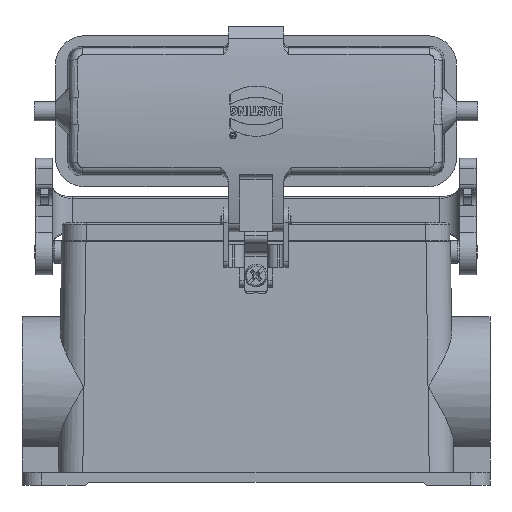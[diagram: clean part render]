
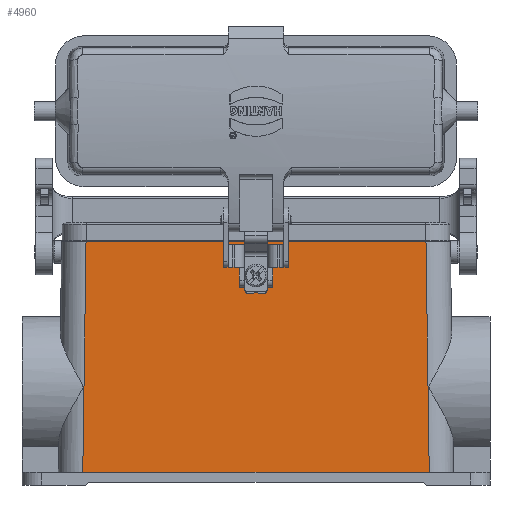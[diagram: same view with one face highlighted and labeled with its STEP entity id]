
A CAD part, front view. The second image highlights one B-rep face of the part: STEP entity #4960.
In plain terms, the highlighted planar face has unit normal (0, -1, 0.011).
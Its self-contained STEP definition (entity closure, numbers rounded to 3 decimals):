
#4124=PLANE('',#18262);
#4960=ADVANCED_FACE('',(#5912),#4124,.T.);
#5912=FACE_OUTER_BOUND('',#6640,.T.);
#6640=EDGE_LOOP('',(#9949,#9950,#9951,#9952,#9953,#9954,#9955,#9956,#9957,
#9958,#9959,#9960,#9961,#9962,#9963,#9964,#9965,#9966,#9967,#9968,#9969,
#9970,#9971,#9972,#9973,#9974,#9975,#9976));
#7200=CIRCLE('',#18259,1.);
#7201=CIRCLE('',#18260,0.5);
#7202=CIRCLE('',#18261,1.);
#9949=ORIENTED_EDGE('',*,*,#14115,.F.);
#9950=ORIENTED_EDGE('',*,*,#14116,.T.);
#9951=ORIENTED_EDGE('',*,*,#14117,.F.);
#9952=ORIENTED_EDGE('',*,*,#14118,.F.);
#9953=ORIENTED_EDGE('',*,*,#14119,.F.);
#9954=ORIENTED_EDGE('',*,*,#14120,.F.);
#9955=ORIENTED_EDGE('',*,*,#14121,.F.);
#9956=ORIENTED_EDGE('',*,*,#14122,.T.);
#9957=ORIENTED_EDGE('',*,*,#14123,.F.);
#9958=ORIENTED_EDGE('',*,*,#14124,.T.);
#9959=ORIENTED_EDGE('',*,*,#14125,.F.);
#9960=ORIENTED_EDGE('',*,*,#14126,.F.);
#9961=ORIENTED_EDGE('',*,*,#14127,.F.);
#9962=ORIENTED_EDGE('',*,*,#14128,.F.);
#9963=ORIENTED_EDGE('',*,*,#14129,.F.);
#9964=ORIENTED_EDGE('',*,*,#14130,.T.);
#9965=ORIENTED_EDGE('',*,*,#14131,.F.);
#9966=ORIENTED_EDGE('',*,*,#14132,.F.);
#9967=ORIENTED_EDGE('',*,*,#14133,.F.);
#9968=ORIENTED_EDGE('',*,*,#14134,.F.);
#9969=ORIENTED_EDGE('',*,*,#14135,.F.);
#9970=ORIENTED_EDGE('',*,*,#14136,.F.);
#9971=ORIENTED_EDGE('',*,*,#14137,.F.);
#9972=ORIENTED_EDGE('',*,*,#14138,.F.);
#9973=ORIENTED_EDGE('',*,*,#14139,.F.);
#9974=ORIENTED_EDGE('',*,*,#14140,.F.);
#9975=ORIENTED_EDGE('',*,*,#14141,.F.);
#9976=ORIENTED_EDGE('',*,*,#14142,.F.);
#12441=VERTEX_POINT('',#29594);
#12442=VERTEX_POINT('',#29595);
#12443=VERTEX_POINT('',#29597);
#12444=VERTEX_POINT('',#29599);
#12445=VERTEX_POINT('',#29601);
#12446=VERTEX_POINT('',#29603);
#12447=VERTEX_POINT('',#29605);
#12448=VERTEX_POINT('',#29607);
#12449=VERTEX_POINT('',#29609);
#12450=VERTEX_POINT('',#29611);
#12451=VERTEX_POINT('',#29613);
#12452=VERTEX_POINT('',#29615);
#12453=VERTEX_POINT('',#29617);
#12454=VERTEX_POINT('',#29619);
#12455=VERTEX_POINT('',#29621);
#12456=VERTEX_POINT('',#29623);
#12457=VERTEX_POINT('',#29625);
#12458=VERTEX_POINT('',#29627);
#12459=VERTEX_POINT('',#29629);
#12460=VERTEX_POINT('',#29631);
#12461=VERTEX_POINT('',#29633);
#12462=VERTEX_POINT('',#29635);
#12463=VERTEX_POINT('',#29637);
#12464=VERTEX_POINT('',#29639);
#12465=VERTEX_POINT('',#29641);
#12466=VERTEX_POINT('',#29643);
#12467=VERTEX_POINT('',#29645);
#12468=VERTEX_POINT('',#29647);
#14115=EDGE_CURVE('',#12441,#12442,#15525,.T.);
#14116=EDGE_CURVE('',#12441,#12443,#15526,.T.);
#14117=EDGE_CURVE('',#12444,#12443,#15527,.T.);
#14118=EDGE_CURVE('',#12445,#12444,#15528,.T.);
#14119=EDGE_CURVE('',#12446,#12445,#15529,.T.);
#14120=EDGE_CURVE('',#12447,#12446,#15530,.T.);
#14121=EDGE_CURVE('',#12448,#12447,#15531,.T.);
#14122=EDGE_CURVE('',#12448,#12449,#15532,.T.);
#14123=EDGE_CURVE('',#12450,#12449,#15533,.T.);
#14124=EDGE_CURVE('',#12450,#12451,#15534,.T.);
#14125=EDGE_CURVE('',#12452,#12451,#15535,.T.);
#14126=EDGE_CURVE('',#12453,#12452,#15536,.T.);
#14127=EDGE_CURVE('',#12454,#12453,#15537,.T.);
#14128=EDGE_CURVE('',#12455,#12454,#15538,.T.);
#14129=EDGE_CURVE('',#12456,#12455,#15539,.T.);
#14130=EDGE_CURVE('',#12456,#12457,#15540,.T.);
#14131=EDGE_CURVE('',#12458,#12457,#15541,.T.);
#14132=EDGE_CURVE('',#12459,#12458,#15542,.T.);
#14133=EDGE_CURVE('',#12460,#12459,#15543,.T.);
#14134=EDGE_CURVE('',#12461,#12460,#7200,.T.);
#14135=EDGE_CURVE('',#12462,#12461,#15544,.T.);
#14136=EDGE_CURVE('',#12463,#12462,#15545,.T.);
#14137=EDGE_CURVE('',#12464,#12463,#7201,.T.);
#14138=EDGE_CURVE('',#12465,#12464,#15546,.T.);
#14139=EDGE_CURVE('',#12466,#12465,#15547,.T.);
#14140=EDGE_CURVE('',#12467,#12466,#7202,.T.);
#14141=EDGE_CURVE('',#12468,#12467,#15548,.T.);
#14142=EDGE_CURVE('',#12442,#12468,#15549,.T.);
#15525=LINE('',#29593,#16605);
#15526=LINE('',#29596,#16606);
#15527=LINE('',#29598,#16607);
#15528=LINE('',#29600,#16608);
#15529=LINE('',#29602,#16609);
#15530=LINE('',#29604,#16610);
#15531=LINE('',#29606,#16611);
#15532=LINE('',#29608,#16612);
#15533=LINE('',#29610,#16613);
#15534=LINE('',#29612,#16614);
#15535=LINE('',#29614,#16615);
#15536=LINE('',#29616,#16616);
#15537=LINE('',#29618,#16617);
#15538=LINE('',#29620,#16618);
#15539=LINE('',#29622,#16619);
#15540=LINE('',#29624,#16620);
#15541=LINE('',#29626,#16621);
#15542=LINE('',#29628,#16622);
#15543=LINE('',#29630,#16623);
#15544=LINE('',#29634,#16624);
#15545=LINE('',#29636,#16625);
#15546=LINE('',#29640,#16626);
#15547=LINE('',#29642,#16627);
#15548=LINE('',#29646,#16628);
#15549=LINE('',#29648,#16629);
#16605=VECTOR('',#20387,1.);
#16606=VECTOR('',#20388,1.);
#16607=VECTOR('',#20389,1.);
#16608=VECTOR('',#20390,1.);
#16609=VECTOR('',#20391,1.);
#16610=VECTOR('',#20392,1.);
#16611=VECTOR('',#20393,1.);
#16612=VECTOR('',#20394,1.);
#16613=VECTOR('',#20395,1.);
#16614=VECTOR('',#20396,1.);
#16615=VECTOR('',#20397,1.);
#16616=VECTOR('',#20398,1.);
#16617=VECTOR('',#20399,1.);
#16618=VECTOR('',#20400,1.);
#16619=VECTOR('',#20401,1.);
#16620=VECTOR('',#20402,1.);
#16621=VECTOR('',#20403,1.);
#16622=VECTOR('',#20404,1.);
#16623=VECTOR('',#20405,1.);
#16624=VECTOR('',#20408,1.);
#16625=VECTOR('',#20409,1.);
#16626=VECTOR('',#20412,1.);
#16627=VECTOR('',#20413,1.);
#16628=VECTOR('',#20416,1.);
#16629=VECTOR('',#20417,1.);
#18259=AXIS2_PLACEMENT_3D('',#29632,#20406,#20407);
#18260=AXIS2_PLACEMENT_3D('',#29638,#20410,#20411);
#18261=AXIS2_PLACEMENT_3D('',#29644,#20414,#20415);
#18262=AXIS2_PLACEMENT_3D('',#29649,#20418,#20419);
#20387=DIRECTION('',(1.,0.,0.));
#20388=DIRECTION('',(0.,0.011,1.));
#20389=DIRECTION('',(-1.,0.,0.));
#20390=DIRECTION('',(0.,0.011,1.));
#20391=DIRECTION('',(-1.,0.,0.));
#20392=DIRECTION('',(0.,-0.011,-1.));
#20393=DIRECTION('',(1.,0.,0.));
#20394=DIRECTION('',(-0.014,-0.011,-1.));
#20395=DIRECTION('',(-1.,0.,0.));
#20396=DIRECTION('',(-0.014,0.011,1.));
#20397=DIRECTION('',(1.,0.,0.));
#20398=DIRECTION('',(0.,0.011,1.));
#20399=DIRECTION('',(-1.,0.,0.));
#20400=DIRECTION('',(0.,-0.011,-1.));
#20401=DIRECTION('',(-1.,0.,0.));
#20402=DIRECTION('',(0.,-0.011,-1.));
#20403=DIRECTION('',(1.,0.,0.));
#20404=DIRECTION('',(0.,0.011,1.));
#20405=DIRECTION('',(0.5,0.01,0.866));
#20406=DIRECTION('',(0.,-1.,0.011));
#20407=DIRECTION('',(0.866,-0.006,-0.5));
#20408=DIRECTION('',(1.,0.,0.));
#20409=DIRECTION('',(0.707,-0.008,-0.707));
#20410=DIRECTION('',(0.,1.,-0.011));
#20411=DIRECTION('',(0.,0.011,1.));
#20412=DIRECTION('',(0.707,0.008,0.707));
#20413=DIRECTION('',(1.,0.,0.));
#20414=DIRECTION('',(0.,-1.,0.011));
#20415=DIRECTION('',(0.,-0.011,-1.));
#20416=DIRECTION('',(0.5,-0.01,-0.866));
#20417=DIRECTION('',(0.,-0.011,-1.));
#20418=DIRECTION('',(0.,-1.,0.011));
#20419=DIRECTION('',(1.,0.,0.));
#29593=CARTESIAN_POINT('',(-5.1,-21.657,-8.25));
#29594=CARTESIAN_POINT('',(-3.6,-21.657,-8.25));
#29595=CARTESIAN_POINT('',(-3.5,-21.657,-8.25));
#29596=CARTESIAN_POINT('',(-3.6,-21.669,-9.25));
#29597=CARTESIAN_POINT('',(-3.6,-21.511,4.749));
#29598=CARTESIAN_POINT('',(5.1,-21.511,4.749));
#29599=CARTESIAN_POINT('',(-1.75,-21.511,4.749));
#29600=CARTESIAN_POINT('',(-1.75,-21.511,4.749));
#29601=CARTESIAN_POINT('',(-1.75,-21.514,4.449));
#29602=CARTESIAN_POINT('',(-1.75,-21.514,4.449));
#29603=CARTESIAN_POINT('',(-1.6,-21.514,4.449));
#29604=CARTESIAN_POINT('',(-1.6,-21.5,5.714));
#29605=CARTESIAN_POINT('',(-1.6,-21.5,5.7));
#29606=CARTESIAN_POINT('',(59.8,-21.5,5.7));
#29607=CARTESIAN_POINT('',(-52.3,-21.5,5.7));
#29608=CARTESIAN_POINT('',(-53.302,-22.301,-65.356));
#29609=CARTESIAN_POINT('',(-53.3,-22.3,-65.25));
#29610=CARTESIAN_POINT('',(72.,-22.3,-65.25));
#29611=CARTESIAN_POINT('',(53.3,-22.3,-65.25));
#29612=CARTESIAN_POINT('',(52.302,-21.501,5.594));
#29613=CARTESIAN_POINT('',(52.3,-21.5,5.7));
#29614=CARTESIAN_POINT('',(59.8,-21.5,5.7));
#29615=CARTESIAN_POINT('',(1.6,-21.5,5.7));
#29616=CARTESIAN_POINT('',(1.6,-21.553,1.015));
#29617=CARTESIAN_POINT('',(1.6,-21.514,4.449));
#29618=CARTESIAN_POINT('',(-1.75,-21.514,4.449));
#29619=CARTESIAN_POINT('',(1.75,-21.514,4.449));
#29620=CARTESIAN_POINT('',(1.75,-21.514,4.449));
#29621=CARTESIAN_POINT('',(1.75,-21.511,4.749));
#29622=CARTESIAN_POINT('',(5.1,-21.511,4.749));
#29623=CARTESIAN_POINT('',(3.6,-21.511,4.749));
#29624=CARTESIAN_POINT('',(3.6,-21.669,-9.25));
#29625=CARTESIAN_POINT('',(3.6,-21.657,-8.25));
#29626=CARTESIAN_POINT('',(3.5,-21.657,-8.25));
#29627=CARTESIAN_POINT('',(3.5,-21.657,-8.25));
#29628=CARTESIAN_POINT('',(3.5,-21.669,-9.25));
#29629=CARTESIAN_POINT('',(3.5,-21.669,-9.25));
#29630=CARTESIAN_POINT('',(3.211,-21.674,-9.75));
#29631=CARTESIAN_POINT('',(3.211,-21.674,-9.75));
#29632=CARTESIAN_POINT('',(2.345,-21.669,-9.25));
#29633=CARTESIAN_POINT('',(2.345,-21.68,-10.25));
#29634=CARTESIAN_POINT('',(-2.345,-21.68,-10.25));
#29635=CARTESIAN_POINT('',(0.707,-21.68,-10.25));
#29636=CARTESIAN_POINT('',(0.354,-21.676,-9.896));
#29637=CARTESIAN_POINT('',(0.354,-21.676,-9.896));
#29638=CARTESIAN_POINT('',(0.,-21.68,-10.25));
#29639=CARTESIAN_POINT('',(-0.354,-21.676,-9.896));
#29640=CARTESIAN_POINT('',(-0.707,-21.68,-10.25));
#29641=CARTESIAN_POINT('',(-0.707,-21.68,-10.25));
#29642=CARTESIAN_POINT('',(-2.345,-21.68,-10.25));
#29643=CARTESIAN_POINT('',(-2.345,-21.68,-10.25));
#29644=CARTESIAN_POINT('',(-2.345,-21.669,-9.25));
#29645=CARTESIAN_POINT('',(-3.211,-21.674,-9.75));
#29646=CARTESIAN_POINT('',(-3.5,-21.669,-9.25));
#29647=CARTESIAN_POINT('',(-3.5,-21.669,-9.25));
#29648=CARTESIAN_POINT('',(-3.5,-21.657,-8.25));
#29649=CARTESIAN_POINT('',(0.,-22.3,-65.25));
